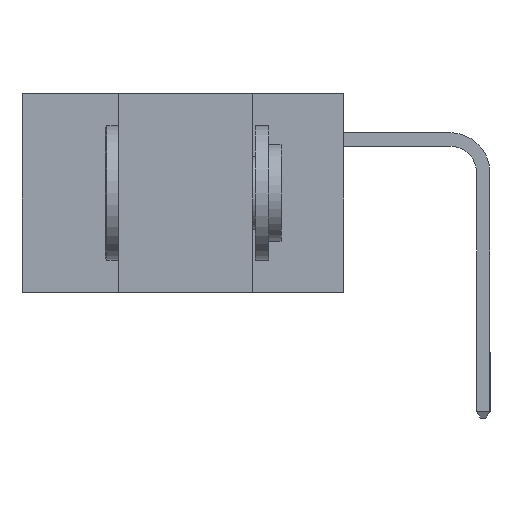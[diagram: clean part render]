
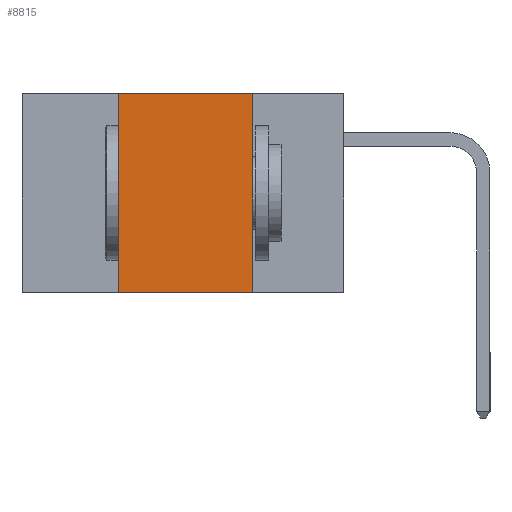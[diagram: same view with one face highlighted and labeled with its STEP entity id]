
A CAD part, left-side view. The second image highlights one B-rep face of the part: STEP entity #8815.
In plain terms, the highlighted planar face has unit normal (-1, 0, 0).
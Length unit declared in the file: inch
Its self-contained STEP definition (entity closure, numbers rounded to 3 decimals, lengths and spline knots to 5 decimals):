
#662 = DIRECTION ( 'NONE',  ( 0., 0., 1. ) ) ;
#1227 = DIRECTION ( 'NONE',  ( 0., 0., -1. ) ) ;
#1798 = CARTESIAN_POINT ( 'NONE',  ( 0., 0.42, -0.37 ) ) ;
#1851 = CARTESIAN_POINT ( 'NONE',  ( 0., 0.6, 0. ) ) ;
#2035 = DIRECTION ( 'NONE',  ( 1., 0., 0. ) ) ;
#2639 = CARTESIAN_POINT ( 'NONE',  ( 0., 0.17, 0. ) ) ;
#2746 = ORIENTED_EDGE ( 'NONE', *, *, #3062, .F. ) ;
#2762 = LINE ( 'NONE', #1851, #9997 ) ;
#3062 = EDGE_CURVE ( 'NONE', #5615, #7153, #2762, .T. ) ;
#3296 = ORIENTED_EDGE ( 'NONE', *, *, #7855, .F. ) ;
#4047 = VERTEX_POINT ( 'NONE', #6125 ) ;
#4296 = PLANE ( 'NONE',  #9830 ) ;
#4384 = CARTESIAN_POINT ( 'NONE',  ( 0., 0.6, -0.37 ) ) ;
#4954 = VECTOR ( 'NONE', #1227, 39.37008 ) ;
#5328 = LINE ( 'NONE', #9250, #4954 ) ;
#5615 = VERTEX_POINT ( 'NONE', #13169 ) ;
#5643 = FACE_OUTER_BOUND ( 'NONE', #6564, .T. ) ;
#5728 = LINE ( 'NONE', #4384, #14161 ) ;
#6125 = CARTESIAN_POINT ( 'NONE',  ( 0., 0.17, -0.37 ) ) ;
#6564 = EDGE_LOOP ( 'NONE', ( #3296, #2746, #12530, #10395 ) ) ;
#7034 = EDGE_CURVE ( 'NONE', #13669, #4047, #5728, .T. ) ;
#7153 = VERTEX_POINT ( 'NONE', #2639 ) ;
#7534 = CARTESIAN_POINT ( 'NONE',  ( 0., 0.42, -0.37 ) ) ;
#7855 = EDGE_CURVE ( 'NONE', #7153, #4047, #5328, .T. ) ;
#8815 = ADVANCED_FACE ( 'NONE', ( #5643 ), #4296, .F. ) ;
#8929 = CARTESIAN_POINT ( 'NONE',  ( 0., 0.6, 0. ) ) ;
#9084 = DIRECTION ( 'NONE',  ( 0., -1., 0. ) ) ;
#9250 = CARTESIAN_POINT ( 'NONE',  ( 0., 0.17, -0.37 ) ) ;
#9830 = AXIS2_PLACEMENT_3D ( 'NONE', #8929, #2035, #10356 ) ;
#9878 = DIRECTION ( 'NONE',  ( 0., -1., 0. ) ) ;
#9997 = VECTOR ( 'NONE', #9878, 39.37008 ) ;
#10356 = DIRECTION ( 'NONE',  ( 0., 0., -1. ) ) ;
#10395 = ORIENTED_EDGE ( 'NONE', *, *, #7034, .T. ) ;
#12530 = ORIENTED_EDGE ( 'NONE', *, *, #13760, .F. ) ;
#13169 = CARTESIAN_POINT ( 'NONE',  ( 0., 0.42, 0. ) ) ;
#13669 = VERTEX_POINT ( 'NONE', #1798 ) ;
#13760 = EDGE_CURVE ( 'NONE', #13669, #5615, #14372, .T. ) ;
#14161 = VECTOR ( 'NONE', #9084, 39.37008 ) ;
#14372 = LINE ( 'NONE', #7534, #14766 ) ;
#14766 = VECTOR ( 'NONE', #662, 39.37008 ) ;
